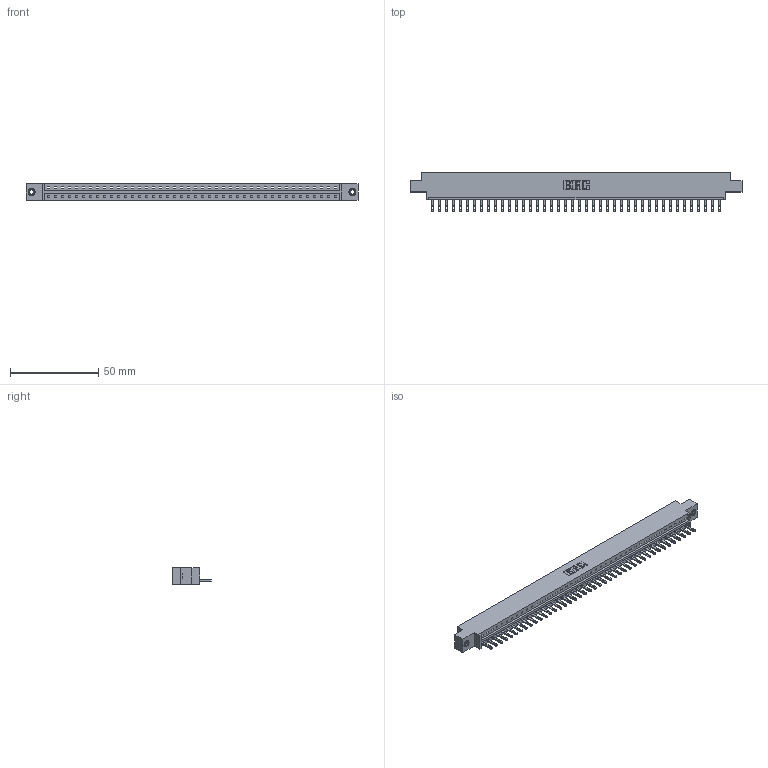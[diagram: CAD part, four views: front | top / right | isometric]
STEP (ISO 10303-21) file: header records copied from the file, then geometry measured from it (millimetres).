
FILE_DESCRIPTION (( 'STEP AP203' ), '1' );
FILE_NAME ('333-042-500-607.STEP', '2018-08-03T15:59:07', ( '' ), ( '' ), 'SwSTEP 2.0', 'SolidWorks 2016', '' );
FILE_SCHEMA (( 'CONFIG_CONTROL_DESIGN' ));
Length unit declared in the file: inch
Products named in the file (4): 333 Part_Offset - .156 Dia - TI; 345-292-001_345-293-100; 345-250-001_345-250-005-103; 333-042-500-607
Assembly tree (45 placements, depth 2):
  333-042-500-607
    333 Part_Offset - .156 Dia - TI
    345-292-001_345-293-100  x42
    345-250-001_345-250-005-103  x2
Bounding box: 187.96 x 21.85 x 9.4 mm (x, y, z)
Volume: 18698.8 mm3; surface area: 20569.3 mm2
Topology: 45 solids, 45 shells, 2446 faces, 7515 edges, 5002 vertices
Faces by surface type: plane 1618, cylinder 812, cone 12, torus 4
Entity records: 26924 total; most frequent: CARTESIAN_POINT 4627, ORIENTED_EDGE 4598, DIRECTION 3937, EDGE_CURVE 2299, VECTOR 2147, LINE 2147, VERTEX_POINT 1528, AXIS2_PLACEMENT_3D 895
